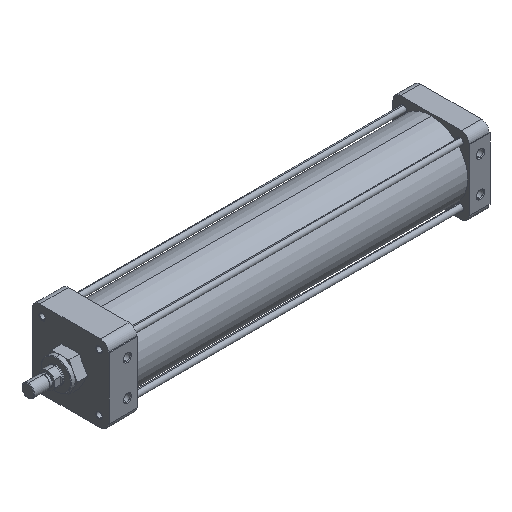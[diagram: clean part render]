
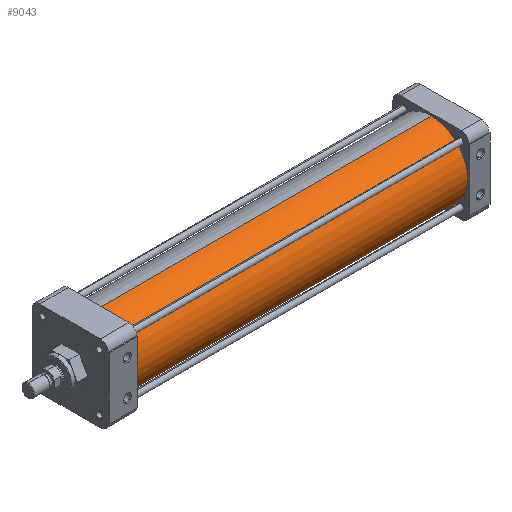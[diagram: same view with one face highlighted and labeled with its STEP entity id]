
A CAD part, isometric view. The second image highlights one B-rep face of the part: STEP entity #9043.
In plain terms, the highlighted cylindrical face has radius 53.975 mm (diameter 107.95 mm), a partial arc.
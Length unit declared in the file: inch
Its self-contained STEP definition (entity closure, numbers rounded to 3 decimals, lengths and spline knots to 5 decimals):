
#149 = AXIS2_PLACEMENT_3D ( 'NONE', #10476, #2528, #2584 ) ;
#430 = CARTESIAN_POINT ( 'NONE',  ( 1.67, 0., -2.125 ) ) ;
#825 = LINE ( 'NONE', #8374, #9622 ) ;
#831 = DIRECTION ( 'NONE',  ( 1., 0., 0. ) ) ;
#1377 = CYLINDRICAL_SURFACE ( 'NONE', #149, 2.125 ) ;
#1397 = EDGE_CURVE ( 'NONE', #8852, #8456, #3522, .T. ) ;
#1477 = DIRECTION ( 'NONE',  ( 1., 0., 0. ) ) ;
#1705 = CIRCLE ( 'NONE', #6721, 2.125 ) ;
#1744 = CARTESIAN_POINT ( 'NONE',  ( 21.076, 0., 0. ) ) ;
#2189 = EDGE_CURVE ( 'NONE', #6471, #8852, #2219, .T. ) ;
#2219 = CIRCLE ( 'NONE', #8783, 2.125 ) ;
#2528 = DIRECTION ( 'NONE',  ( 1., 0., 0. ) ) ;
#2584 = DIRECTION ( 'NONE',  ( 0., 0., -1. ) ) ;
#2923 = DIRECTION ( 'NONE',  ( 0., 0., -1. ) ) ;
#3225 = FACE_OUTER_BOUND ( 'NONE', #10928, .T. ) ;
#3522 = LINE ( 'NONE', #9460, #12202 ) ;
#5572 = CARTESIAN_POINT ( 'NONE',  ( 21.076, 0., -2.125 ) ) ;
#6471 = VERTEX_POINT ( 'NONE', #9397 ) ;
#6721 = AXIS2_PLACEMENT_3D ( 'NONE', #1744, #9749, #2923 ) ;
#6748 = CARTESIAN_POINT ( 'NONE',  ( 21.076, 0., 2.125 ) ) ;
#7721 = CARTESIAN_POINT ( 'NONE',  ( 1.67, 0., 0. ) ) ;
#8374 = CARTESIAN_POINT ( 'NONE',  ( 21.076, 0., 2.125 ) ) ;
#8456 = VERTEX_POINT ( 'NONE', #5572 ) ;
#8642 = DIRECTION ( 'NONE',  ( 1., 0., 0. ) ) ;
#8783 = AXIS2_PLACEMENT_3D ( 'NONE', #7721, #831, #8875 ) ;
#8852 = VERTEX_POINT ( 'NONE', #430 ) ;
#8875 = DIRECTION ( 'NONE',  ( 0., 0., -1. ) ) ;
#9043 = ADVANCED_FACE ( 'NONE', ( #3225 ), #1377, .T. ) ;
#9327 = VERTEX_POINT ( 'NONE', #6748 ) ;
#9397 = CARTESIAN_POINT ( 'NONE',  ( 1.67, 0., 2.125 ) ) ;
#9460 = CARTESIAN_POINT ( 'NONE',  ( 21.076, 0., -2.125 ) ) ;
#9622 = VECTOR ( 'NONE', #1477, 39.37008 ) ;
#9627 = EDGE_CURVE ( 'NONE', #6471, #9327, #825, .T. ) ;
#9749 = DIRECTION ( 'NONE',  ( -1., 0., 0. ) ) ;
#10143 = ORIENTED_EDGE ( 'NONE', *, *, #1397, .T. ) ;
#10476 = CARTESIAN_POINT ( 'NONE',  ( 21.076, 0., 0. ) ) ;
#10928 = EDGE_LOOP ( 'NONE', ( #12095, #12597, #10143, #13339 ) ) ;
#12095 = ORIENTED_EDGE ( 'NONE', *, *, #9627, .F. ) ;
#12202 = VECTOR ( 'NONE', #8642, 39.37008 ) ;
#12597 = ORIENTED_EDGE ( 'NONE', *, *, #2189, .T. ) ;
#13339 = ORIENTED_EDGE ( 'NONE', *, *, #13593, .T. ) ;
#13593 = EDGE_CURVE ( 'NONE', #8456, #9327, #1705, .T. ) ;
